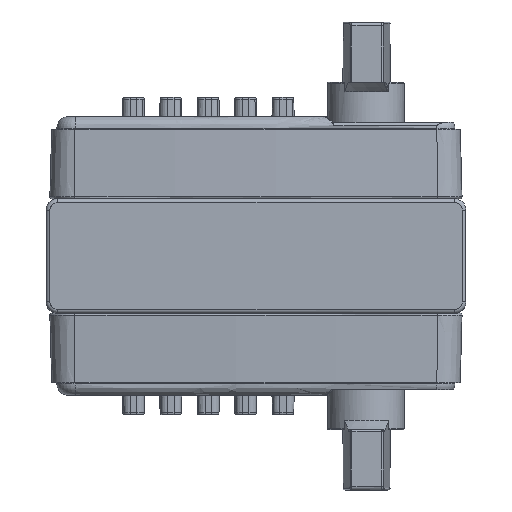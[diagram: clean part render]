
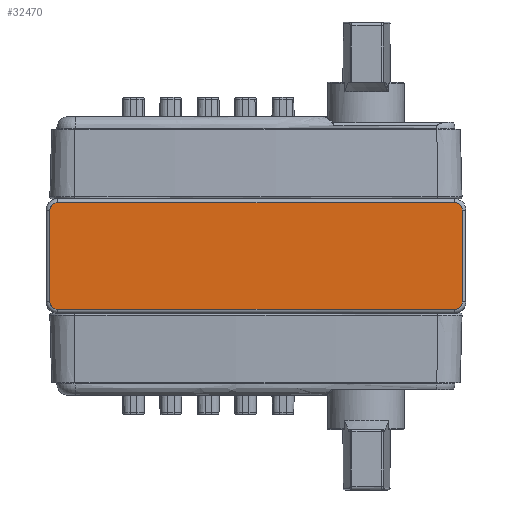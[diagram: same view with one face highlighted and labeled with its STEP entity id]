
A CAD part, left-side view. The second image highlights one B-rep face of the part: STEP entity #32470.
In plain terms, the highlighted planar face has unit normal (-1, 0, 0).
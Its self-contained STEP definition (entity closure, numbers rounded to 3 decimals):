
#607 = B_SPLINE_CURVE_WITH_KNOTS ( 'NONE', 3,
 ( #6293, #42460, #17028, #33401 ),
 .UNSPECIFIED., .F., .F.,
 ( 4, 4 ),
 ( 0., 1. ),
 .UNSPECIFIED. ) ;
#684 = CARTESIAN_POINT ( 'NONE',  ( -97.995, 2.995, -13.997 ) ) ;
#1139 = VERTEX_POINT ( 'NONE', #35861 ) ;
#1826 = CARTESIAN_POINT ( 'NONE',  ( -97.995, 108.943, -12.52 ) ) ;
#2368 = CARTESIAN_POINT ( 'NONE',  ( -97.995, 0.995, 12.266 ) ) ;
#2386 = EDGE_CURVE ( 'NONE', #16114, #18466, #28803, .T. ) ;
#2500 = ORIENTED_EDGE ( 'NONE', *, *, #25913, .T. ) ;
#2571 = CARTESIAN_POINT ( 'NONE',  ( -97.995, 1.047, 12.526 ) ) ;
#3004 = CARTESIAN_POINT ( 'NONE',  ( -97.995, 1.987, 13.751 ) ) ;
#3916 = CARTESIAN_POINT ( 'NONE',  ( -97.995, 1.396, -13.226 ) ) ;
#4613 = CARTESIAN_POINT ( 'NONE',  ( -97.995, 106.995, -13.997 ) ) ;
#4814 = DIRECTION ( 'NONE',  ( 0., 0., 1. ) ) ;
#6064 = ORIENTED_EDGE ( 'NONE', *, *, #24348, .T. ) ;
#6293 = CARTESIAN_POINT ( 'NONE',  ( -97.995, 108.995, 12.003 ) ) ;
#6811 = EDGE_LOOP ( 'NONE', ( #33799, #25339, #6064, #33699, #2500, #16158, #23181, #20829 ) ) ;
#7477 = EDGE_CURVE ( 'NONE', #18466, #23729, #33759, .T. ) ;
#7827 = CARTESIAN_POINT ( 'NONE',  ( -97.995, 107.257, -13.997 ) ) ;
#8757 = B_SPLINE_CURVE_WITH_KNOTS ( 'NONE', 3,
 ( #20162, #16517, #36331, #33730 ),
 .UNSPECIFIED., .F., .F.,
 ( 4, 4 ),
 ( 0., 1. ),
 .UNSPECIFIED. ) ;
#9247 = CARTESIAN_POINT ( 'NONE',  ( -97.995, 2.733, 14.003 ) ) ;
#9674 = CARTESIAN_POINT ( 'NONE',  ( -97.995, 37.662, 14.003 ) ) ;
#9946 = CARTESIAN_POINT ( 'NONE',  ( -97.995, 0.995, -11.997 ) ) ;
#10250 = EDGE_CURVE ( 'NONE', #36564, #1139, #21204, .T. ) ;
#10619 = CARTESIAN_POINT ( 'NONE',  ( -97.995, 0.995, -11.997 ) ) ;
#10671 = B_SPLINE_CURVE_WITH_KNOTS ( 'NONE', 3,
 ( #9946, #20465, #16819, #37256, #3916, #17026, #30590, #30183, #37051, #684 ),
 .UNSPECIFIED., .F., .F.,
 ( 4, 2, 2, 2, 4 ),
 ( 0., 0.25, 0.5, 0.75, 1. ),
 .UNSPECIFIED. ) ;
#11954 = CARTESIAN_POINT ( 'NONE',  ( -97.995, 108.224, 13.603 ) ) ;
#12376 = CARTESIAN_POINT ( 'NONE',  ( -97.995, 108.943, 12.526 ) ) ;
#13775 = CARTESIAN_POINT ( 'NONE',  ( -97.995, 106.995, 14.003 ) ) ;
#14481 = CARTESIAN_POINT ( 'NONE',  ( -97.995, 0.995, 4.003 ) ) ;
#14484 = DIRECTION ( 'NONE',  ( -1., 0., 0. ) ) ;
#14569 = VERTEX_POINT ( 'NONE', #13775 ) ;
#15285 = CARTESIAN_POINT ( 'NONE',  ( -97.995, 1.248, 13.011 ) ) ;
#15395 = CARTESIAN_POINT ( 'NONE',  ( -97.995, 108.742, 13.011 ) ) ;
#15699 = CARTESIAN_POINT ( 'NONE',  ( -97.995, 1.767, 13.603 ) ) ;
#15793 = CARTESIAN_POINT ( 'NONE',  ( -97.995, 0.995, -11.997 ) ) ;
#16114 = VERTEX_POINT ( 'NONE', #15793 ) ;
#16158 = ORIENTED_EDGE ( 'NONE', *, *, #10250, .F. ) ;
#16517 = CARTESIAN_POINT ( 'NONE',  ( -97.995, 37.662, -13.997 ) ) ;
#16819 = CARTESIAN_POINT ( 'NONE',  ( -97.995, 1.047, -12.52 ) ) ;
#17026 = CARTESIAN_POINT ( 'NONE',  ( -97.995, 1.766, -13.596 ) ) ;
#17028 = CARTESIAN_POINT ( 'NONE',  ( -97.995, 108.995, -3.997 ) ) ;
#18360 = CARTESIAN_POINT ( 'NONE',  ( -97.995, 108.594, -13.226 ) ) ;
#18466 = VERTEX_POINT ( 'NONE', #39819 ) ;
#18601 = CARTESIAN_POINT ( 'NONE',  ( -97.995, 2.995, 14.003 ) ) ;
#18713 = B_SPLINE_CURVE_WITH_KNOTS ( 'NONE', 3,
 ( #27894, #22067, #41888, #31771, #11954, #25303, #15395, #12376, #24659, #34789 ),
 .UNSPECIFIED., .F., .F.,
 ( 4, 2, 2, 2, 4 ),
 ( 0., 0.25, 0.5, 0.75, 1. ),
 .UNSPECIFIED. ) ;
#19545 = CARTESIAN_POINT ( 'NONE',  ( -97.995, 106.995, 14.003 ) ) ;
#19989 = VERTEX_POINT ( 'NONE', #31081 ) ;
#20162 = CARTESIAN_POINT ( 'NONE',  ( -97.995, 2.995, -13.997 ) ) ;
#20465 = CARTESIAN_POINT ( 'NONE',  ( -97.995, 0.995, -12.258 ) ) ;
#20829 = ORIENTED_EDGE ( 'NONE', *, *, #33431, .F. ) ;
#21204 = B_SPLINE_CURVE_WITH_KNOTS ( 'NONE', 3,
 ( #4613, #7827, #38180, #24400, #34745, #18360, #30867, #1826, #27849, #40996 ),
 .UNSPECIFIED., .F., .F.,
 ( 4, 2, 2, 2, 4 ),
 ( 0., 0.25, 0.5, 0.75, 1. ),
 .UNSPECIFIED. ) ;
#21725 = CARTESIAN_POINT ( 'NONE',  ( -97.995, 2.995, -13.997 ) ) ;
#22067 = CARTESIAN_POINT ( 'NONE',  ( -97.995, 107.258, 14.003 ) ) ;
#22793 = CARTESIAN_POINT ( 'NONE',  ( -97.995, 72.328, 14.003 ) ) ;
#23181 = ORIENTED_EDGE ( 'NONE', *, *, #26849, .F. ) ;
#23729 = VERTEX_POINT ( 'NONE', #18601 ) ;
#24348 = EDGE_CURVE ( 'NONE', #23729, #14569, #41885, .T. ) ;
#24400 = CARTESIAN_POINT ( 'NONE',  ( -97.995, 108.002, -13.744 ) ) ;
#24659 = CARTESIAN_POINT ( 'NONE',  ( -97.995, 108.995, 12.266 ) ) ;
#24968 = CARTESIAN_POINT ( 'NONE',  ( -97.995, 1.395, 13.232 ) ) ;
#25303 = CARTESIAN_POINT ( 'NONE',  ( -97.995, 108.595, 13.232 ) ) ;
#25339 = ORIENTED_EDGE ( 'NONE', *, *, #7477, .T. ) ;
#25425 = AXIS2_PLACEMENT_3D ( 'NONE', #25598, #14484, #4814 ) ;
#25598 = CARTESIAN_POINT ( 'NONE',  ( -97.995, 54.995, -13.997 ) ) ;
#25913 = EDGE_CURVE ( 'NONE', #19989, #1139, #607, .T. ) ;
#26849 = EDGE_CURVE ( 'NONE', #41735, #36564, #8757, .T. ) ;
#27610 = CARTESIAN_POINT ( 'NONE',  ( -97.995, 0.995, -3.997 ) ) ;
#27828 = PLANE ( 'NONE',  #25425 ) ;
#27849 = CARTESIAN_POINT ( 'NONE',  ( -97.995, 108.995, -12.258 ) ) ;
#27894 = CARTESIAN_POINT ( 'NONE',  ( -97.995, 106.995, 14.003 ) ) ;
#28803 = B_SPLINE_CURVE_WITH_KNOTS ( 'NONE', 3,
 ( #10619, #27610, #14481, #40974 ),
 .UNSPECIFIED., .F., .F.,
 ( 4, 4 ),
 ( 0., 1. ),
 .UNSPECIFIED. ) ;
#29414 = EDGE_CURVE ( 'NONE', #14569, #19989, #18713, .T. ) ;
#30183 = CARTESIAN_POINT ( 'NONE',  ( -97.995, 2.472, -13.945 ) ) ;
#30590 = CARTESIAN_POINT ( 'NONE',  ( -97.995, 1.988, -13.744 ) ) ;
#30867 = CARTESIAN_POINT ( 'NONE',  ( -97.995, 108.743, -13.004 ) ) ;
#31081 = CARTESIAN_POINT ( 'NONE',  ( -97.995, 108.995, 12.003 ) ) ;
#31649 = CARTESIAN_POINT ( 'NONE',  ( -97.995, 2.995, 14.003 ) ) ;
#31771 = CARTESIAN_POINT ( 'NONE',  ( -97.995, 108.003, 13.751 ) ) ;
#31861 = CARTESIAN_POINT ( 'NONE',  ( -97.995, 2.473, 13.952 ) ) ;
#32470 = ADVANCED_FACE ( 'NONE', ( #35723 ), #27828, .T. ) ;
#32487 = CARTESIAN_POINT ( 'NONE',  ( -97.995, 0.995, 12.003 ) ) ;
#33401 = CARTESIAN_POINT ( 'NONE',  ( -97.995, 108.995, -11.997 ) ) ;
#33431 = EDGE_CURVE ( 'NONE', #16114, #41735, #10671, .T. ) ;
#33699 = ORIENTED_EDGE ( 'NONE', *, *, #29414, .T. ) ;
#33730 = CARTESIAN_POINT ( 'NONE',  ( -97.995, 106.995, -13.997 ) ) ;
#33759 = B_SPLINE_CURVE_WITH_KNOTS ( 'NONE', 3,
 ( #32487, #2368, #2571, #15285, #24968, #15699, #3004, #31861, #9247, #31649 ),
 .UNSPECIFIED., .F., .F.,
 ( 4, 2, 2, 2, 4 ),
 ( 0., 0.25, 0.5, 0.75, 1. ),
 .UNSPECIFIED. ) ;
#33799 = ORIENTED_EDGE ( 'NONE', *, *, #2386, .T. ) ;
#34246 = CARTESIAN_POINT ( 'NONE',  ( -97.995, 106.995, -13.997 ) ) ;
#34745 = CARTESIAN_POINT ( 'NONE',  ( -97.995, 108.224, -13.596 ) ) ;
#34789 = CARTESIAN_POINT ( 'NONE',  ( -97.995, 108.995, 12.003 ) ) ;
#35723 = FACE_OUTER_BOUND ( 'NONE', #6811, .T. ) ;
#35861 = CARTESIAN_POINT ( 'NONE',  ( -97.995, 108.995, -11.997 ) ) ;
#36331 = CARTESIAN_POINT ( 'NONE',  ( -97.995, 72.328, -13.997 ) ) ;
#36564 = VERTEX_POINT ( 'NONE', #34246 ) ;
#37051 = CARTESIAN_POINT ( 'NONE',  ( -97.995, 2.733, -13.997 ) ) ;
#37256 = CARTESIAN_POINT ( 'NONE',  ( -97.995, 1.248, -13.004 ) ) ;
#38180 = CARTESIAN_POINT ( 'NONE',  ( -97.995, 107.519, -13.945 ) ) ;
#39161 = CARTESIAN_POINT ( 'NONE',  ( -97.995, 2.995, 14.003 ) ) ;
#39819 = CARTESIAN_POINT ( 'NONE',  ( -97.995, 0.995, 12.003 ) ) ;
#40974 = CARTESIAN_POINT ( 'NONE',  ( -97.995, 0.995, 12.003 ) ) ;
#40996 = CARTESIAN_POINT ( 'NONE',  ( -97.995, 108.995, -11.997 ) ) ;
#41735 = VERTEX_POINT ( 'NONE', #21725 ) ;
#41885 = B_SPLINE_CURVE_WITH_KNOTS ( 'NONE', 3,
 ( #39161, #9674, #22793, #19545 ),
 .UNSPECIFIED., .F., .F.,
 ( 4, 4 ),
 ( 0., 1. ),
 .UNSPECIFIED. ) ;
#41888 = CARTESIAN_POINT ( 'NONE',  ( -97.995, 107.518, 13.952 ) ) ;
#42460 = CARTESIAN_POINT ( 'NONE',  ( -97.995, 108.995, 4.003 ) ) ;
